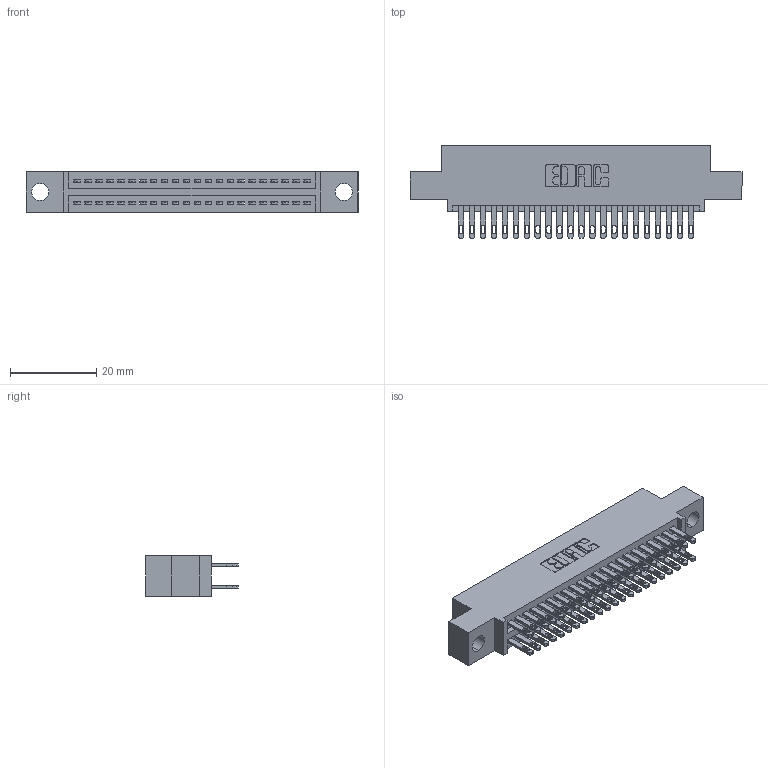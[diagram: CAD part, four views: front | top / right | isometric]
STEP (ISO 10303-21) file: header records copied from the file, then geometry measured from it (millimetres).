
FILE_DESCRIPTION (( 'STEP AP203' ), '1' );
FILE_NAME ('345-044-500-504.STEP', '2021-05-20T01:47:58', ( '' ), ( '' ), 'SwSTEP 2.0', 'SolidWorks 2020', '' );
FILE_SCHEMA (( 'CONFIG_CONTROL_DESIGN' ));
Length unit declared in the file: inch
Products named in the file (3): 345-292-001_345-293-100; 345 Part_0.110 Offset - 0.156 Dia-TI; 345-044-500-504
Assembly tree (45 placements, depth 2):
  345-044-500-504
    345 Part_0.110 Offset - 0.156 Dia-TI
    345-292-001_345-293-100  x44
Bounding box: 77.09 x 21.51 x 9.4 mm (x, y, z)
Volume: 7258 mm3; surface area: 10734.4 mm2
Topology: 45 solids, 45 shells, 2168 faces, 6593 edges, 4394 vertices
Faces by surface type: plane 1286, cylinder 882
Entity records: 20435 total; most frequent: CARTESIAN_POINT 3450, ORIENTED_EDGE 3382, DIRECTION 3067, EDGE_CURVE 1691, LINE 1467, VECTOR 1467, VERTEX_POINT 1126, AXIS2_PLACEMENT_3D 800
